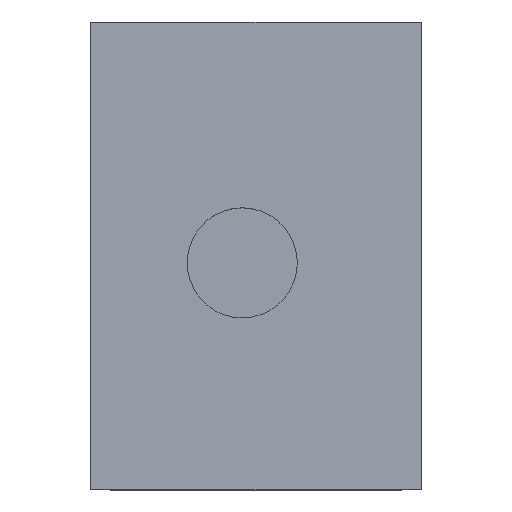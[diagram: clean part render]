
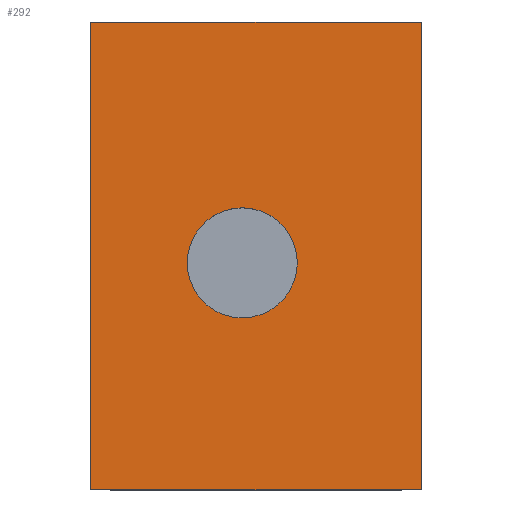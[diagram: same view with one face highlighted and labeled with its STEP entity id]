
A CAD part, top view. The second image highlights one B-rep face of the part: STEP entity #292.
In plain terms, the highlighted planar face has unit normal (0, 0, 1).
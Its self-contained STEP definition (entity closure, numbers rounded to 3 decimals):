
#41 = VERTEX_POINT('',#42);
#42 = CARTESIAN_POINT('',(0.,0.,3.));
#48 = EDGE_CURVE('',#41,#49,#51,.T.);
#49 = VERTEX_POINT('',#50);
#50 = CARTESIAN_POINT('',(12.,0.,3.));
#51 = LINE('',#52,#53);
#52 = CARTESIAN_POINT('',(0.,0.,3.));
#53 = VECTOR('',#54,1.);
#54 = DIRECTION('',(1.,0.,0.));
#232 = VERTEX_POINT('',#233);
#233 = CARTESIAN_POINT('',(0.,17.,3.));
#239 = EDGE_CURVE('',#232,#41,#240,.T.);
#240 = LINE('',#241,#242);
#241 = CARTESIAN_POINT('',(0.,17.,3.));
#242 = VECTOR('',#243,1.);
#243 = DIRECTION('',(0.,-1.,0.));
#265 = EDGE_CURVE('',#49,#266,#268,.T.);
#266 = VERTEX_POINT('',#267);
#267 = CARTESIAN_POINT('',(12.,17.,3.));
#268 = LINE('',#269,#270);
#269 = CARTESIAN_POINT('',(12.,0.,3.));
#270 = VECTOR('',#271,1.);
#271 = DIRECTION('',(0.,1.,0.));
#292 = ADVANCED_FACE('',(#293,#304),#315,.T.);
#293 = FACE_BOUND('',#294,.T.);
#294 = EDGE_LOOP('',(#295,#296,#297,#303));
#295 = ORIENTED_EDGE('',*,*,#48,.T.);
#296 = ORIENTED_EDGE('',*,*,#265,.T.);
#297 = ORIENTED_EDGE('',*,*,#298,.T.);
#298 = EDGE_CURVE('',#266,#232,#299,.T.);
#299 = LINE('',#300,#301);
#300 = CARTESIAN_POINT('',(12.,17.,3.));
#301 = VECTOR('',#302,1.);
#302 = DIRECTION('',(-1.,0.,0.));
#303 = ORIENTED_EDGE('',*,*,#239,.T.);
#304 = FACE_BOUND('',#305,.T.);
#305 = EDGE_LOOP('',(#306));
#306 = ORIENTED_EDGE('',*,*,#307,.F.);
#307 = EDGE_CURVE('',#308,#308,#310,.T.);
#308 = VERTEX_POINT('',#309);
#309 = CARTESIAN_POINT('',(7.5,8.25,3.));
#310 = CIRCLE('',#311,2.);
#311 = AXIS2_PLACEMENT_3D('',#312,#313,#314);
#312 = CARTESIAN_POINT('',(5.5,8.25,3.));
#313 = DIRECTION('',(0.,0.,1.));
#314 = DIRECTION('',(1.,0.,0.));
#315 = PLANE('',#316);
#316 = AXIS2_PLACEMENT_3D('',#317,#318,#319);
#317 = CARTESIAN_POINT('',(6.,8.5,3.));
#318 = DIRECTION('',(0.,0.,1.));
#319 = DIRECTION('',(1.,0.,0.));
